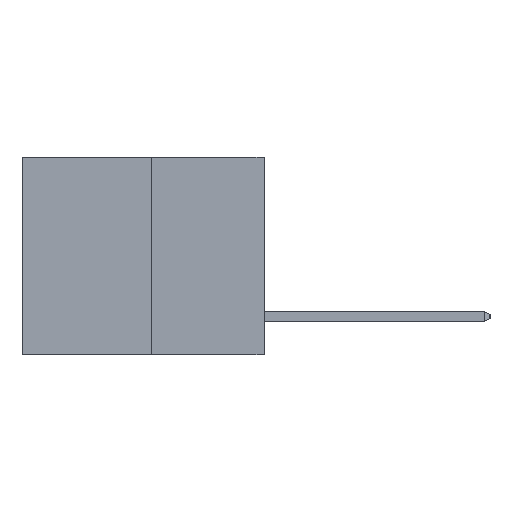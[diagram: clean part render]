
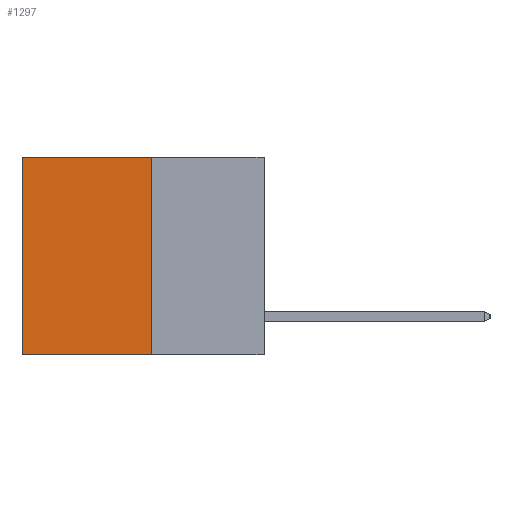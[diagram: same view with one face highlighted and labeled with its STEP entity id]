
A CAD part, left-side view. The second image highlights one B-rep face of the part: STEP entity #1297.
In plain terms, the highlighted planar face has unit normal (-1, 0, 0).
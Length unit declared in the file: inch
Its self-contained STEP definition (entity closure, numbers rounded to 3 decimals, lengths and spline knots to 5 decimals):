
#309 = DIRECTION ( 'NONE',  ( 0., 0., -1. ) ) ;
#532 = EDGE_CURVE ( 'NONE', #8914, #11034, #5925, .T. ) ;
#779 = VECTOR ( 'NONE', #11052, 39.37008 ) ;
#780 = CARTESIAN_POINT ( 'NONE',  ( 0.3165, 0.28, -0.49 ) ) ;
#1279 = CARTESIAN_POINT ( 'NONE',  ( 0.3165, 0.6, 0. ) ) ;
#1297 = ADVANCED_FACE ( 'NONE', ( #6582 ), #4738, .F. ) ;
#1695 = DIRECTION ( 'NONE',  ( 0., 1., 0. ) ) ;
#2390 = ORIENTED_EDGE ( 'NONE', *, *, #6425, .F. ) ;
#2578 = VECTOR ( 'NONE', #11694, 39.37008 ) ;
#2752 = CARTESIAN_POINT ( 'NONE',  ( 0.3165, 0.6, -0.49 ) ) ;
#3591 = CARTESIAN_POINT ( 'NONE',  ( 0.3165, 0.28, -0.49 ) ) ;
#3707 = CARTESIAN_POINT ( 'NONE',  ( 0.3165, 0.28, 0. ) ) ;
#3829 = EDGE_LOOP ( 'NONE', ( #10323, #10851, #2390, #8627 ) ) ;
#3906 = DIRECTION ( 'NONE',  ( 1., 0., 0. ) ) ;
#4209 = DIRECTION ( 'NONE',  ( 0., 0., -1. ) ) ;
#4738 = PLANE ( 'NONE',  #6647 ) ;
#5148 = LINE ( 'NONE', #3707, #779 ) ;
#5179 = VERTEX_POINT ( 'NONE', #3591 ) ;
#5305 = CARTESIAN_POINT ( 'NONE',  ( 0.3165, 0.28, -0.49 ) ) ;
#5746 = LINE ( 'NONE', #780, #6767 ) ;
#5925 = LINE ( 'NONE', #10507, #10583 ) ;
#5964 = VERTEX_POINT ( 'NONE', #8470 ) ;
#6425 = EDGE_CURVE ( 'NONE', #5964, #5179, #9239, .T. ) ;
#6582 = FACE_OUTER_BOUND ( 'NONE', #3829, .T. ) ;
#6647 = AXIS2_PLACEMENT_3D ( 'NONE', #9360, #3906, #309 ) ;
#6767 = VECTOR ( 'NONE', #1695, 39.37008 ) ;
#7680 = EDGE_CURVE ( 'NONE', #5179, #11034, #5746, .T. ) ;
#8091 = EDGE_CURVE ( 'NONE', #5964, #8914, #5148, .T. ) ;
#8470 = CARTESIAN_POINT ( 'NONE',  ( 0.3165, 0.28, 0. ) ) ;
#8627 = ORIENTED_EDGE ( 'NONE', *, *, #8091, .T. ) ;
#8914 = VERTEX_POINT ( 'NONE', #1279 ) ;
#9239 = LINE ( 'NONE', #5305, #2578 ) ;
#9360 = CARTESIAN_POINT ( 'NONE',  ( 0.3165, 0.28, -0.49 ) ) ;
#10323 = ORIENTED_EDGE ( 'NONE', *, *, #532, .T. ) ;
#10507 = CARTESIAN_POINT ( 'NONE',  ( 0.3165, 0.6, -0.49 ) ) ;
#10583 = VECTOR ( 'NONE', #4209, 39.37008 ) ;
#10851 = ORIENTED_EDGE ( 'NONE', *, *, #7680, .F. ) ;
#11034 = VERTEX_POINT ( 'NONE', #2752 ) ;
#11052 = DIRECTION ( 'NONE',  ( 0., 1., 0. ) ) ;
#11694 = DIRECTION ( 'NONE',  ( 0., 0., -1. ) ) ;
